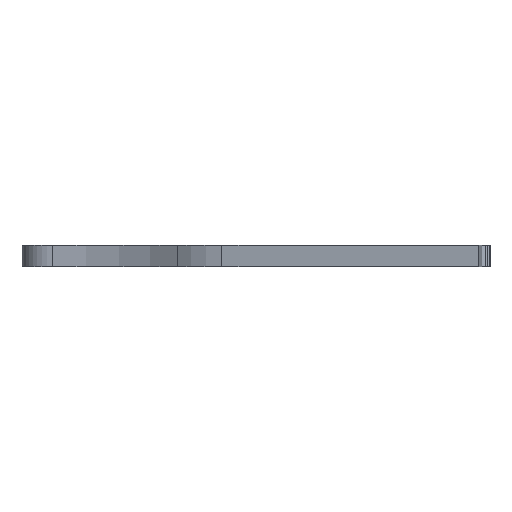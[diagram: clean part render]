
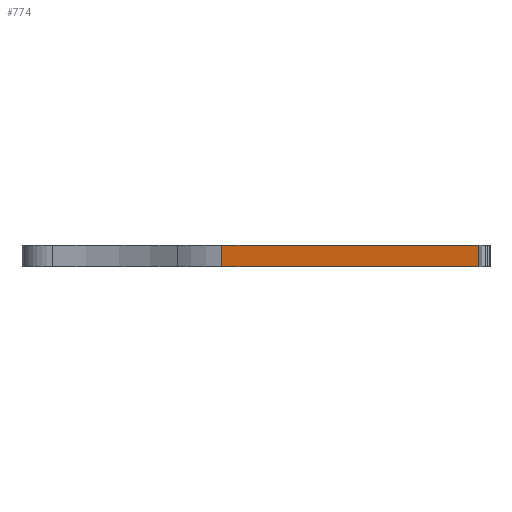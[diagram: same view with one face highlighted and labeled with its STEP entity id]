
A CAD part, left-side view. The second image highlights one B-rep face of the part: STEP entity #774.
In plain terms, the highlighted planar face has unit normal (-0.986, 0.17, 0).
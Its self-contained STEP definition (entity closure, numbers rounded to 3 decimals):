
#22 = CARTESIAN_POINT ( 'NONE',  ( -13., -22.437, 1. ) ) ;
#35 = CARTESIAN_POINT ( 'NONE',  ( -8.869, 1.529, -1. ) ) ;
#65 = ORIENTED_EDGE ( 'NONE', *, *, #436, .T. ) ;
#75 = LINE ( 'NONE', #830, #582 ) ;
#146 = ORIENTED_EDGE ( 'NONE', *, *, #429, .F. ) ;
#249 = AXIS2_PLACEMENT_3D ( 'NONE', #862, #974, #712 ) ;
#293 = EDGE_CURVE ( 'NONE', #548, #1156, #835, .T. ) ;
#322 = DIRECTION ( 'NONE',  ( 0., 0., 1. ) ) ;
#365 = ORIENTED_EDGE ( 'NONE', *, *, #293, .T. ) ;
#413 = LINE ( 'NONE', #35, #1050 ) ;
#429 = EDGE_CURVE ( 'NONE', #954, #1156, #432, .T. ) ;
#432 = LINE ( 'NONE', #988, #1096 ) ;
#436 = EDGE_CURVE ( 'NONE', #981, #548, #75, .T. ) ;
#470 = DIRECTION ( 'NONE',  ( 0., 0., 1. ) ) ;
#548 = VERTEX_POINT ( 'NONE', #1027 ) ;
#552 = CARTESIAN_POINT ( 'NONE',  ( -13., -22.437, -1. ) ) ;
#580 = VECTOR ( 'NONE', #470, 1000. ) ;
#582 = VECTOR ( 'NONE', #645, 1000. ) ;
#612 = CARTESIAN_POINT ( 'NONE',  ( -8.869, 1.529, 1. ) ) ;
#645 = DIRECTION ( 'NONE',  ( -0.17, -0.985, 0. ) ) ;
#700 = CARTESIAN_POINT ( 'NONE',  ( -8.869, 1.529, -1. ) ) ;
#712 = DIRECTION ( 'NONE',  ( -0.17, -0.985, 0. ) ) ;
#774 = ADVANCED_FACE ( 'NONE', ( #890 ), #876, .T. ) ;
#830 = CARTESIAN_POINT ( 'NONE',  ( -13., -22.437, -1. ) ) ;
#832 = EDGE_CURVE ( 'NONE', #981, #954, #413, .T. ) ;
#835 = LINE ( 'NONE', #552, #580 ) ;
#862 = CARTESIAN_POINT ( 'NONE',  ( -13., -22.437, -1. ) ) ;
#876 = PLANE ( 'NONE',  #249 ) ;
#890 = FACE_OUTER_BOUND ( 'NONE', #1176, .T. ) ;
#954 = VERTEX_POINT ( 'NONE', #612 ) ;
#974 = DIRECTION ( 'NONE',  ( -0.985, 0.17, 0. ) ) ;
#981 = VERTEX_POINT ( 'NONE', #700 ) ;
#988 = CARTESIAN_POINT ( 'NONE',  ( -13., -22.437, 1. ) ) ;
#1027 = CARTESIAN_POINT ( 'NONE',  ( -13., -22.437, -1. ) ) ;
#1050 = VECTOR ( 'NONE', #322, 1000. ) ;
#1096 = VECTOR ( 'NONE', #1177, 1000. ) ;
#1109 = ORIENTED_EDGE ( 'NONE', *, *, #832, .F. ) ;
#1156 = VERTEX_POINT ( 'NONE', #22 ) ;
#1176 = EDGE_LOOP ( 'NONE', ( #146, #1109, #65, #365 ) ) ;
#1177 = DIRECTION ( 'NONE',  ( -0.17, -0.985, 0. ) ) ;
